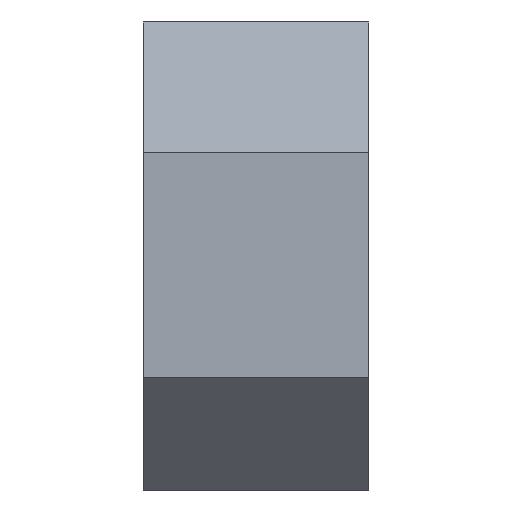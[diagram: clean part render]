
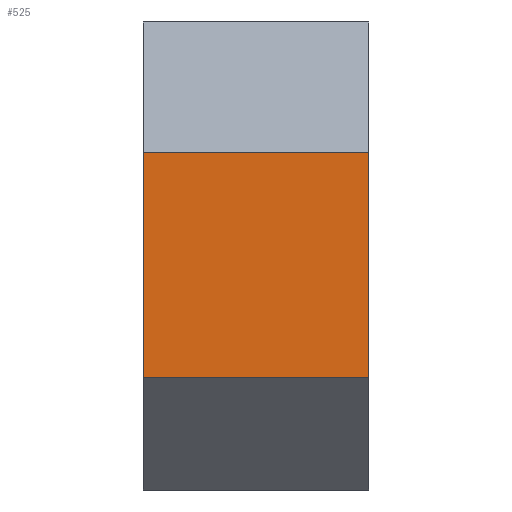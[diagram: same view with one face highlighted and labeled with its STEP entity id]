
A CAD part, front view. The second image highlights one B-rep face of the part: STEP entity #525.
In plain terms, the highlighted planar face has unit normal (0, -1, 0).
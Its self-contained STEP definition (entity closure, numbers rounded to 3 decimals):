
#73=CARTESIAN_POINT('',(-1.331,-99.977,-10.0));
#74=VERTEX_POINT('',#73);
#81=CARTESIAN_POINT('',(-1.331,-99.977,-2.0));
#82=VERTEX_POINT('',#81);
#83=CARTESIAN_POINT('',(-1.331,-99.977,0.0));
#84=DIRECTION('',(0.0,0.0,-1.0));
#85=VECTOR('',#84,1.0);
#86=LINE('',#83,#85);
#87=EDGE_CURVE('n� 1123',#82,#74,#86,.T.);
#427=CARTESIAN_POINT('',(6.669,-99.977,-2.0));
#428=VERTEX_POINT('',#427);
#435=CARTESIAN_POINT('',(6.669,-99.977,-10.0));
#436=VERTEX_POINT('',#435);
#437=CARTESIAN_POINT('',(6.669,-99.977,-12.6));
#438=DIRECTION('',(0.0,0.0,-1.0));
#439=VECTOR('',#438,1.0);
#440=LINE('',#437,#439);
#441=EDGE_CURVE('n� 1373',#428,#436,#440,.T.);
#494=CARTESIAN_POINT('',(11.269,-99.977,-10.0));
#495=DIRECTION('',(-1.0,0.0,0.0));
#496=VECTOR('',#495,1.0);
#497=LINE('',#494,#496);
#498=EDGE_CURVE('n� 1414',#436,#74,#497,.T.);
#509=ORIENTED_EDGE('',*,*,#87,.T.);
#510=ORIENTED_EDGE('',*,*,#498,.F.);
#511=ORIENTED_EDGE('',*,*,#441,.F.);
#512=CARTESIAN_POINT('',(11.269,-99.977,-2.0));
#513=DIRECTION('',(-1.0,0.0,0.0));
#514=VECTOR('',#513,1.0);
#515=LINE('',#512,#514);
#516=EDGE_CURVE('n� 1429',#428,#82,#515,.T.);
#517=ORIENTED_EDGE('',*,*,#516,.T.);
#518=EDGE_LOOP('',(#509,#510,#511,#517));
#519=FACE_OUTER_BOUND('',#518,.T.);
#520=CARTESIAN_POINT('',(11.269,-99.977,-12.6));
#521=DIRECTION('',(0.0,1.0,0.0));
#522=DIRECTION('',(-1.0,0.0,0.0));
#523=AXIS2_PLACEMENT_3D('',#520,#521,#522);
#524=PLANE('',#523);
#525=ADVANCED_FACE('n� 1418',(#519),#524,.F.);
